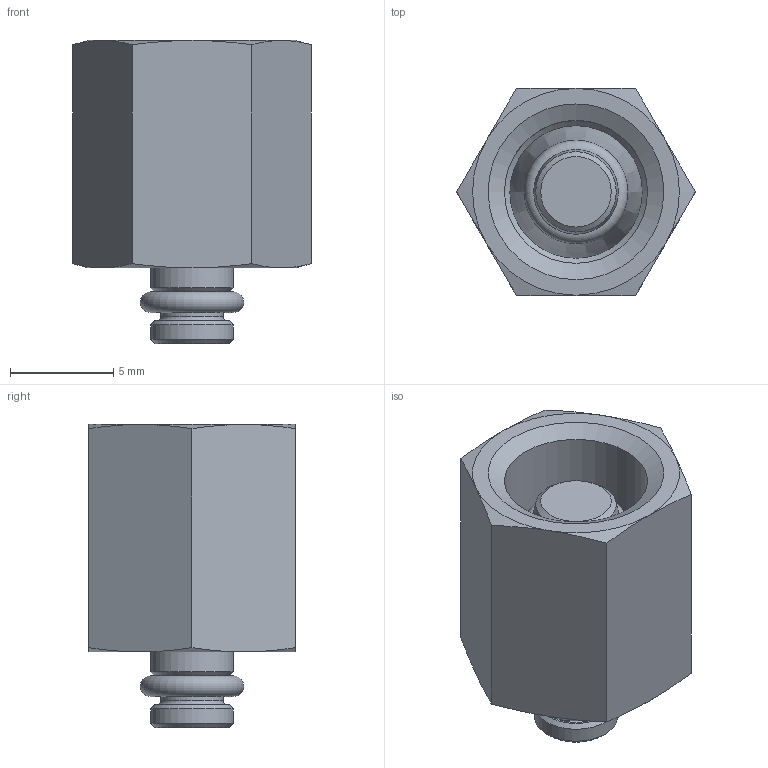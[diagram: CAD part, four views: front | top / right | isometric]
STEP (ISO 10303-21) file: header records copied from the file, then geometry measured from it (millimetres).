
FILE_DESCRIPTION((''),'2;1');
FILE_NAME('726004K.stp','2014-09-03T16:34:34',(''),('KNOMI spol. s r. o.'),'Autodesk Inventor 2012','Autodesk Inventor 2012','');
FILE_SCHEMA(('AUTOMOTIVE_DESIGN { 1 2 10303 214 0 1 1 1 }'));
Length unit declared in the file: millimetre
Products named in the file (5): VZ1K 4LL; 726004; 7261 004; 60702610; 3900408
Assembly tree (5 placements, depth 3):
  VZ1K 4LL
    726004
      7261 004
      60702610
    3900408
    60702610
Bounding box: 11.55 x 10 x 14.66 mm (x, y, z)
Volume: 829 mm3; surface area: 1023.1 mm2
Topology: 4 solids, 4 shells, 50 faces, 101 edges, 59 vertices
Faces by surface type: cone 23, plane 14, torus 8, cylinder 5
Full cylindrical faces by diameter (mm): 3 x1, 4 x3, 6.917 x1
Entity records: 1310 total; most frequent: CARTESIAN_POINT 232, DIRECTION 208, ORIENTED_EDGE 144, AXIS2_PLACEMENT_3D 101, EDGE_LOOP 77, EDGE_CURVE 72, VERTEX_POINT 53, STYLED_ITEM 52
